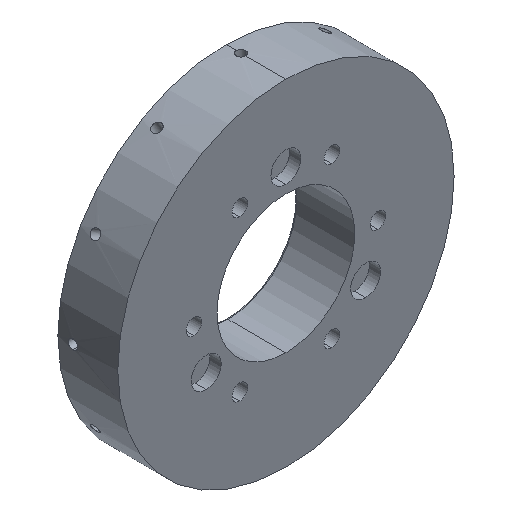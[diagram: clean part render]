
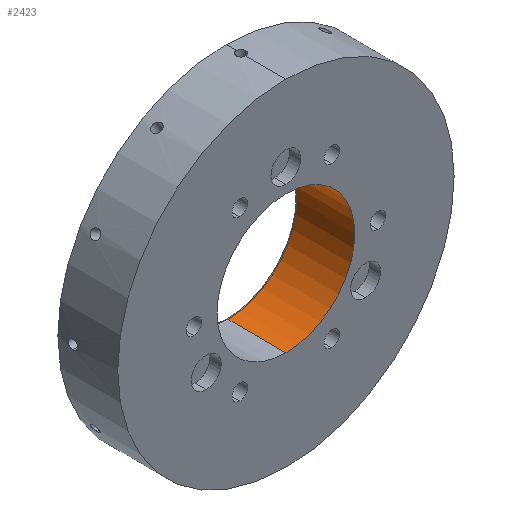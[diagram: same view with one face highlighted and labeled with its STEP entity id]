
A CAD part, isometric view. The second image highlights one B-rep face of the part: STEP entity #2423.
In plain terms, the highlighted cylindrical face has radius 18.4 mm (diameter 36.8 mm), a partial arc.
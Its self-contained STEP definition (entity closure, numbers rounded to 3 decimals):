
#21 = DIRECTION ( 'NONE',  ( 0., 1., 0. ) ) ;
#40 = CARTESIAN_POINT ( 'NONE',  ( 0., 0., -18.4 ) ) ;
#77 = DIRECTION ( 'NONE',  ( 0., 0., 1. ) ) ;
#254 = CIRCLE ( 'NONE', #2431, 18.4 ) ;
#366 = CARTESIAN_POINT ( 'NONE',  ( 0., 0., 0. ) ) ;
#402 = CARTESIAN_POINT ( 'NONE',  ( 0., 16., -18.4 ) ) ;
#462 = CYLINDRICAL_SURFACE ( 'NONE', #1595, 18.4 ) ;
#500 = VECTOR ( 'NONE', #1505, 1000. ) ;
#529 = CIRCLE ( 'NONE', #578, 18.4 ) ;
#545 = CARTESIAN_POINT ( 'NONE',  ( 0., 0., 18.4 ) ) ;
#578 = AXIS2_PLACEMENT_3D ( 'NONE', #366, #2717, #767 ) ;
#703 = ORIENTED_EDGE ( 'NONE', *, *, #2786, .T. ) ;
#758 = EDGE_CURVE ( 'NONE', #2587, #1684, #1733, .T. ) ;
#767 = DIRECTION ( 'NONE',  ( 0., 0., 1. ) ) ;
#820 = VERTEX_POINT ( 'NONE', #1518 ) ;
#861 = ORIENTED_EDGE ( 'NONE', *, *, #1474, .F. ) ;
#1015 = LINE ( 'NONE', #2099, #1551 ) ;
#1414 = DIRECTION ( 'NONE',  ( 0., -1., 0. ) ) ;
#1474 = EDGE_CURVE ( 'NONE', #820, #2792, #1015, .T. ) ;
#1505 = DIRECTION ( 'NONE',  ( 0., -1., 0. ) ) ;
#1518 = CARTESIAN_POINT ( 'NONE',  ( 0., 15.5, 18.4 ) ) ;
#1551 = VECTOR ( 'NONE', #1414, 1000. ) ;
#1595 = AXIS2_PLACEMENT_3D ( 'NONE', #2207, #1741, #2603 ) ;
#1684 = VERTEX_POINT ( 'NONE', #40 ) ;
#1733 = LINE ( 'NONE', #402, #500 ) ;
#1741 = DIRECTION ( 'NONE',  ( 0., -1., 0. ) ) ;
#1922 = CARTESIAN_POINT ( 'NONE',  ( 0., 15.5, -18.4 ) ) ;
#1976 = CARTESIAN_POINT ( 'NONE',  ( 0., 15.5, 0. ) ) ;
#2099 = CARTESIAN_POINT ( 'NONE',  ( 0., 16., 18.4 ) ) ;
#2101 = ORIENTED_EDGE ( 'NONE', *, *, #758, .T. ) ;
#2116 = EDGE_LOOP ( 'NONE', ( #861, #703, #2101, #2230 ) ) ;
#2159 = EDGE_CURVE ( 'NONE', #2792, #1684, #529, .T. ) ;
#2177 = FACE_OUTER_BOUND ( 'NONE', #2116, .T. ) ;
#2207 = CARTESIAN_POINT ( 'NONE',  ( 0., 16., 0. ) ) ;
#2230 = ORIENTED_EDGE ( 'NONE', *, *, #2159, .F. ) ;
#2423 = ADVANCED_FACE ( 'NONE', ( #2177 ), #462, .F. ) ;
#2431 = AXIS2_PLACEMENT_3D ( 'NONE', #1976, #21, #77 ) ;
#2587 = VERTEX_POINT ( 'NONE', #1922 ) ;
#2603 = DIRECTION ( 'NONE',  ( 0., 0., -1. ) ) ;
#2717 = DIRECTION ( 'NONE',  ( 0., 1., 0. ) ) ;
#2786 = EDGE_CURVE ( 'NONE', #820, #2587, #254, .T. ) ;
#2792 = VERTEX_POINT ( 'NONE', #545 ) ;
